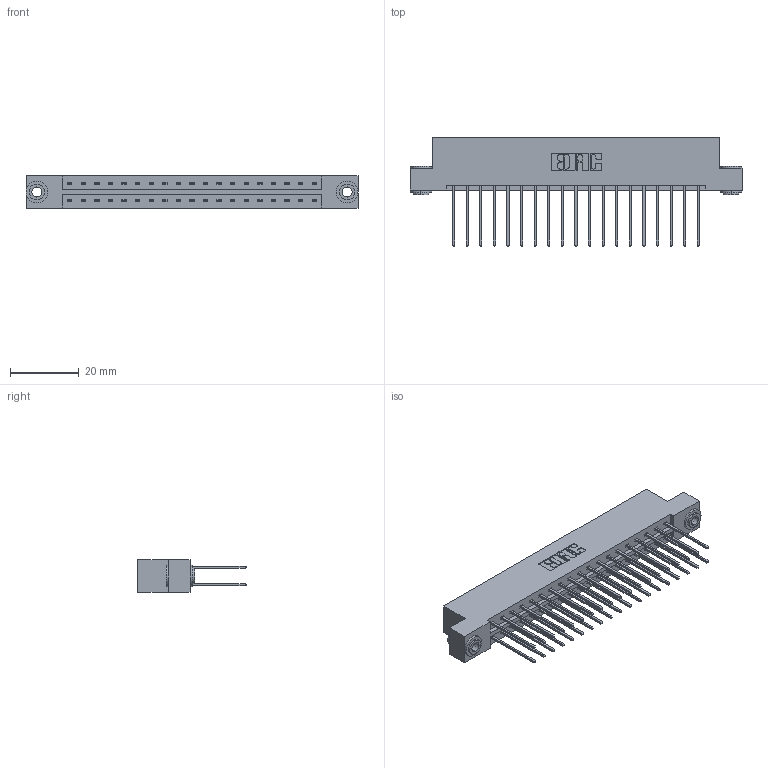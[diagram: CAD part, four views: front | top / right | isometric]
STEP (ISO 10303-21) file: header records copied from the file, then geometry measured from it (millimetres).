
FILE_DESCRIPTION (( 'STEP AP203' ), '1' );
FILE_NAME ('333-038-542-203.STEP', '2018-08-03T11:36:01', ( '' ), ( '' ), 'SwSTEP 2.0', 'SolidWorks 2016', '' );
FILE_SCHEMA (( 'CONFIG_CONTROL_DESIGN' ));
Length unit declared in the file: inch
Products named in the file (4): 345-250-002_345-250-002-102; 333-038-542-203; 333 Part_Flush - .156 Dia - TH; 345-292-001_345-293-142
Assembly tree (41 placements, depth 2):
  333-038-542-203
    333 Part_Flush - .156 Dia - TH
    345-292-001_345-293-142  x38
    345-250-002_345-250-002-102  x2
Bounding box: 96.82 x 31.63 x 9.4 mm (x, y, z)
Volume: 9866.7 mm3; surface area: 12515.1 mm2
Topology: 41 solids, 41 shells, 2128 faces, 6277 edges, 4130 vertices
Faces by surface type: plane 1448, cylinder 672, cone 8
Entity records: 15866 total; most frequent: CARTESIAN_POINT 2633, ORIENTED_EDGE 2562, DIRECTION 2323, EDGE_CURVE 1281, VECTOR 1129, LINE 1129, VERTEX_POINT 850, AXIS2_PLACEMENT_3D 597
